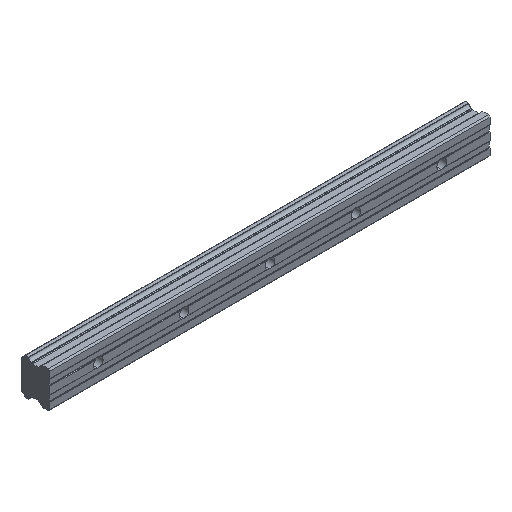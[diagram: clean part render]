
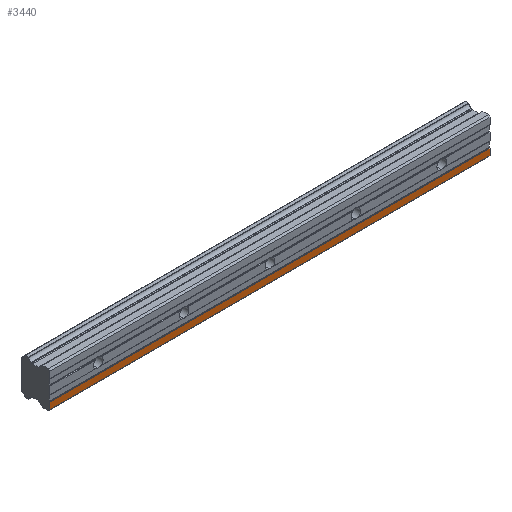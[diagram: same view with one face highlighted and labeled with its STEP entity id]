
A CAD part, isometric view. The second image highlights one B-rep face of the part: STEP entity #3440.
In plain terms, the highlighted planar face has unit normal (0, -1, 0).
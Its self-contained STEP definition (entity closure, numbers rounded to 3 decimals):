
#373 = ORIENTED_EDGE ( 'NONE', *, *, #1633, .F. ) ;
#396 = VERTEX_POINT ( 'NONE', #410 ) ;
#410 = CARTESIAN_POINT ( 'NONE',  ( -45., 0., -9.5 ) ) ;
#466 = VERTEX_POINT ( 'NONE', #2114 ) ;
#514 = LINE ( 'NONE', #3453, #1311 ) ;
#523 = VECTOR ( 'NONE', #2890, 1000. ) ;
#552 = DIRECTION ( 'NONE',  ( 0., 1., 0. ) ) ;
#603 = CARTESIAN_POINT ( 'NONE',  ( -45., 0., 16.739 ) ) ;
#635 = EDGE_CURVE ( 'NONE', #3471, #1211, #2647, .T. ) ;
#646 = ORIENTED_EDGE ( 'NONE', *, *, #1480, .T. ) ;
#662 = EDGE_CURVE ( 'NONE', #466, #1211, #1296, .T. ) ;
#778 = CARTESIAN_POINT ( 'NONE',  ( 365., 0., 16.739 ) ) ;
#1079 = PLANE ( 'NONE',  #2060 ) ;
#1211 = VERTEX_POINT ( 'NONE', #2491 ) ;
#1296 = LINE ( 'NONE', #2929, #2543 ) ;
#1311 = VECTOR ( 'NONE', #1552, 1000. ) ;
#1480 = EDGE_CURVE ( 'NONE', #396, #466, #3015, .T. ) ;
#1552 = DIRECTION ( 'NONE',  ( 1., 0., 0. ) ) ;
#1633 = EDGE_CURVE ( 'NONE', #396, #3471, #514, .T. ) ;
#1863 = CARTESIAN_POINT ( 'NONE',  ( 365., 0., -9.5 ) ) ;
#1924 = ORIENTED_EDGE ( 'NONE', *, *, #635, .F. ) ;
#2060 = AXIS2_PLACEMENT_3D ( 'NONE', #2972, #552, #2700 ) ;
#2114 = CARTESIAN_POINT ( 'NONE',  ( -45., 0., -15.5 ) ) ;
#2363 = EDGE_LOOP ( 'NONE', ( #2727, #1924, #373, #646 ) ) ;
#2368 = DIRECTION ( 'NONE',  ( 1., 0., 0. ) ) ;
#2491 = CARTESIAN_POINT ( 'NONE',  ( 365., 0., -15.5 ) ) ;
#2543 = VECTOR ( 'NONE', #2368, 1000. ) ;
#2647 = LINE ( 'NONE', #778, #523 ) ;
#2700 = DIRECTION ( 'NONE',  ( 0., 0., 1. ) ) ;
#2720 = VECTOR ( 'NONE', #2746, 1000. ) ;
#2727 = ORIENTED_EDGE ( 'NONE', *, *, #662, .T. ) ;
#2746 = DIRECTION ( 'NONE',  ( 0., 0., -1. ) ) ;
#2890 = DIRECTION ( 'NONE',  ( 0., 0., -1. ) ) ;
#2929 = CARTESIAN_POINT ( 'NONE',  ( 365., 0., -15.5 ) ) ;
#2972 = CARTESIAN_POINT ( 'NONE',  ( 365., 0., -9.5 ) ) ;
#2989 = FACE_OUTER_BOUND ( 'NONE', #2363, .T. ) ;
#3015 = LINE ( 'NONE', #603, #2720 ) ;
#3440 = ADVANCED_FACE ( 'NONE', ( #2989 ), #1079, .F. ) ;
#3453 = CARTESIAN_POINT ( 'NONE',  ( 365., 0., -9.5 ) ) ;
#3471 = VERTEX_POINT ( 'NONE', #1863 ) ;
